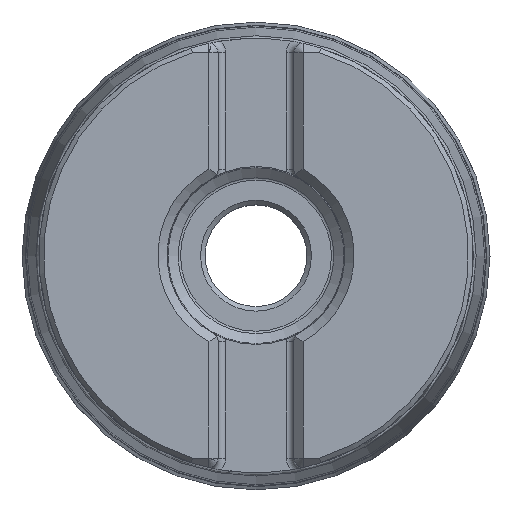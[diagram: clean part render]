
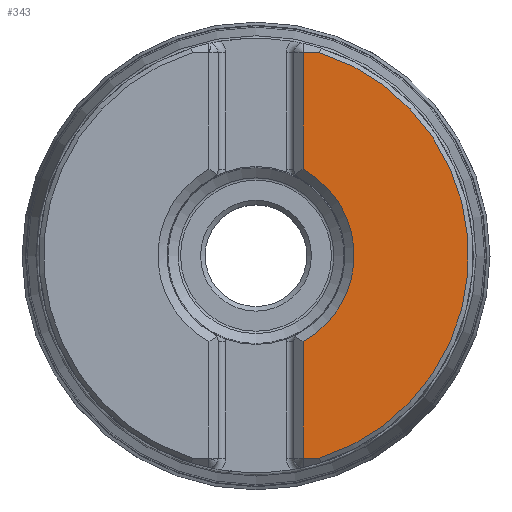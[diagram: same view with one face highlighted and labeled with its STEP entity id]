
A CAD part, top view. The second image highlights one B-rep face of the part: STEP entity #343.
In plain terms, the highlighted planar face has unit normal (0, 0, 1).
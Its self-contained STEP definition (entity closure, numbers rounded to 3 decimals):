
#110=PLANE('',#1763);
#129=FACE_OUTER_BOUND('',#759,.T.);
#183=LINE('',#2772,#235);
#184=LINE('',#2777,#236);
#185=LINE('',#2779,#237);
#186=LINE('',#2783,#238);
#235=VECTOR('',#2036,1.);
#236=VECTOR('',#2039,1.);
#237=VECTOR('',#2040,1.);
#238=VECTOR('',#2043,1.);
#343=ADVANCED_FACE('',(#129),#110,.T.);
#759=EDGE_LOOP('',(#945,#946,#947,#948,#949,#950));
#945=ORIENTED_EDGE('',*,*,#1454,.F.);
#946=ORIENTED_EDGE('',*,*,#1455,.T.);
#947=ORIENTED_EDGE('',*,*,#1456,.F.);
#948=ORIENTED_EDGE('',*,*,#1457,.F.);
#949=ORIENTED_EDGE('',*,*,#1458,.T.);
#950=ORIENTED_EDGE('',*,*,#1459,.F.);
#1309=VERTEX_POINT('',#2773);
#1310=VERTEX_POINT('',#2774);
#1311=VERTEX_POINT('',#2776);
#1312=VERTEX_POINT('',#2778);
#1313=VERTEX_POINT('',#2780);
#1314=VERTEX_POINT('',#2782);
#1454=EDGE_CURVE('',#1309,#1310,#183,.T.);
#1455=EDGE_CURVE('',#1309,#1311,#1653,.T.);
#1456=EDGE_CURVE('',#1312,#1311,#184,.T.);
#1457=EDGE_CURVE('',#1313,#1312,#185,.T.);
#1458=EDGE_CURVE('',#1313,#1314,#1654,.T.);
#1459=EDGE_CURVE('',#1310,#1314,#186,.T.);
#1653=CIRCLE('',#1761,23.);
#1654=CIRCLE('',#1762,10.624);
#1761=AXIS2_PLACEMENT_3D('',#2775,#2037,#2038);
#1762=AXIS2_PLACEMENT_3D('',#2781,#2041,#2042);
#1763=AXIS2_PLACEMENT_3D('',#2784,#2044,#2045);
#2036=DIRECTION('',(-1.,0.,0.));
#2037=DIRECTION('',(0.,0.,1.));
#2038=DIRECTION('',(1.,0.,0.));
#2039=DIRECTION('',(1.,0.,0.));
#2040=DIRECTION('',(0.,1.,0.));
#2041=DIRECTION('',(0.,0.,-1.));
#2042=DIRECTION('',(-1.,0.,0.));
#2043=DIRECTION('',(0.,1.,0.));
#2044=DIRECTION('',(0.,0.,1.));
#2045=DIRECTION('',(1.,0.,0.));
#2772=CARTESIAN_POINT('',(5.097,-21.94,0.));
#2773=CARTESIAN_POINT('',(6.9,-21.94,0.));
#2774=CARTESIAN_POINT('',(5.098,-21.94,0.));
#2775=CARTESIAN_POINT('',(0.,0.,0.));
#2776=CARTESIAN_POINT('',(6.9,21.94,0.));
#2777=CARTESIAN_POINT('',(5.097,21.94,0.));
#2778=CARTESIAN_POINT('',(5.098,21.94,0.));
#2779=CARTESIAN_POINT('',(5.098,-21.94,0.));
#2780=CARTESIAN_POINT('',(5.098,9.321,0.));
#2781=CARTESIAN_POINT('',(0.,0.,0.));
#2782=CARTESIAN_POINT('',(5.098,-9.321,0.));
#2783=CARTESIAN_POINT('',(5.098,-21.94,0.));
#2784=CARTESIAN_POINT('',(23.5,0.,0.));
